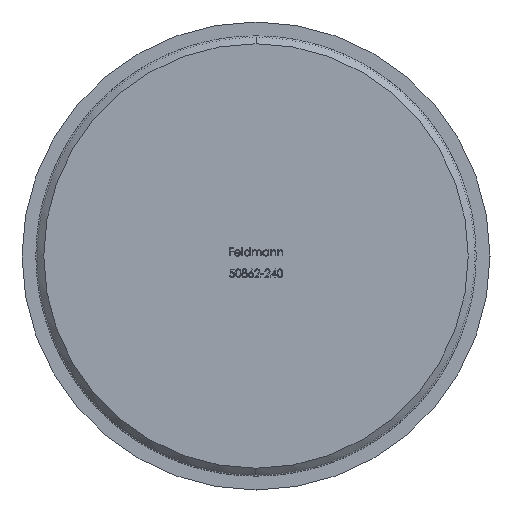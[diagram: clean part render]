
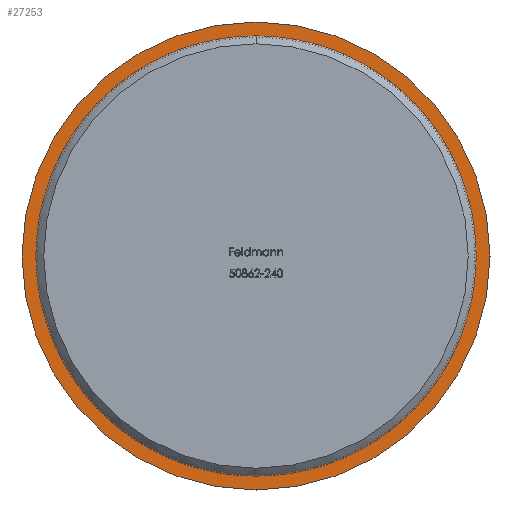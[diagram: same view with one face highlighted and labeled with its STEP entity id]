
A CAD part, front view. The second image highlights one B-rep face of the part: STEP entity #27253.
In plain terms, the highlighted planar face has unit normal (0, -1, 0).
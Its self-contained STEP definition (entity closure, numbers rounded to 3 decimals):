
#1547 = EDGE_CURVE ( 'NONE', #46979, #48167, #3718, .T. ) ;
#1567 = DIRECTION ( 'NONE',  ( 0., 0., -1. ) ) ;
#3718 = CIRCLE ( 'NONE', #46350, 30.15 ) ;
#7864 = EDGE_CURVE ( 'NONE', #48167, #46979, #38237, .T. ) ;
#11403 = DIRECTION ( 'NONE',  ( 0., -1., 0. ) ) ;
#12291 = CIRCLE ( 'NONE', #44696, 28.15 ) ;
#13116 = CARTESIAN_POINT ( 'NONE',  ( 0., 5., 0. ) ) ;
#19541 = EDGE_LOOP ( 'NONE', ( #47035, #36733 ) ) ;
#22910 = DIRECTION ( 'NONE',  ( 0., 0., -1. ) ) ;
#23623 = EDGE_CURVE ( 'NONE', #51238, #44936, #62321, .T. ) ;
#24832 = DIRECTION ( 'NONE',  ( 0., -1., 0. ) ) ;
#25204 = AXIS2_PLACEMENT_3D ( 'NONE', #25888, #30996, #1567 ) ;
#25471 = PLANE ( 'NONE',  #25204 ) ;
#25888 = CARTESIAN_POINT ( 'NONE',  ( 30.15, 5., 0. ) ) ;
#26091 = DIRECTION ( 'NONE',  ( 0., -1., 0. ) ) ;
#27253 = ADVANCED_FACE ( 'NONE', ( #46820, #55127 ), #25471, .T. ) ;
#27935 = AXIS2_PLACEMENT_3D ( 'NONE', #30378, #11403, #45598 ) ;
#29278 = AXIS2_PLACEMENT_3D ( 'NONE', #50466, #26091, #45567 ) ;
#30174 = ORIENTED_EDGE ( 'NONE', *, *, #1547, .T. ) ;
#30378 = CARTESIAN_POINT ( 'NONE',  ( 0., 5., 0. ) ) ;
#30996 = DIRECTION ( 'NONE',  ( 0., -1., 0. ) ) ;
#34843 = DIRECTION ( 'NONE',  ( 0., 0., -1. ) ) ;
#35246 = CARTESIAN_POINT ( 'NONE',  ( 0., 5., -28.15 ) ) ;
#36733 = ORIENTED_EDGE ( 'NONE', *, *, #23623, .F. ) ;
#38237 = CIRCLE ( 'NONE', #29278, 30.15 ) ;
#38412 = ORIENTED_EDGE ( 'NONE', *, *, #7864, .T. ) ;
#41085 = EDGE_CURVE ( 'NONE', #44936, #51238, #12291, .T. ) ;
#43005 = DIRECTION ( 'NONE',  ( 0., -1., 0. ) ) ;
#44076 = CARTESIAN_POINT ( 'NONE',  ( 0., 5., 0. ) ) ;
#44600 = CARTESIAN_POINT ( 'NONE',  ( 0., 5., 30.15 ) ) ;
#44696 = AXIS2_PLACEMENT_3D ( 'NONE', #44076, #24832, #34843 ) ;
#44936 = VERTEX_POINT ( 'NONE', #35246 ) ;
#45567 = DIRECTION ( 'NONE',  ( 0., 0., -1. ) ) ;
#45598 = DIRECTION ( 'NONE',  ( 0., 0., -1. ) ) ;
#46350 = AXIS2_PLACEMENT_3D ( 'NONE', #13116, #43005, #22910 ) ;
#46820 = FACE_BOUND ( 'NONE', #19541, .T. ) ;
#46979 = VERTEX_POINT ( 'NONE', #47831 ) ;
#47035 = ORIENTED_EDGE ( 'NONE', *, *, #41085, .F. ) ;
#47831 = CARTESIAN_POINT ( 'NONE',  ( 0., 5., -30.15 ) ) ;
#48167 = VERTEX_POINT ( 'NONE', #44600 ) ;
#50466 = CARTESIAN_POINT ( 'NONE',  ( 0., 5., 0. ) ) ;
#50646 = EDGE_LOOP ( 'NONE', ( #30174, #38412 ) ) ;
#51238 = VERTEX_POINT ( 'NONE', #58660 ) ;
#55127 = FACE_OUTER_BOUND ( 'NONE', #50646, .T. ) ;
#58660 = CARTESIAN_POINT ( 'NONE',  ( 0., 5., 28.15 ) ) ;
#62321 = CIRCLE ( 'NONE', #27935, 28.15 ) ;
